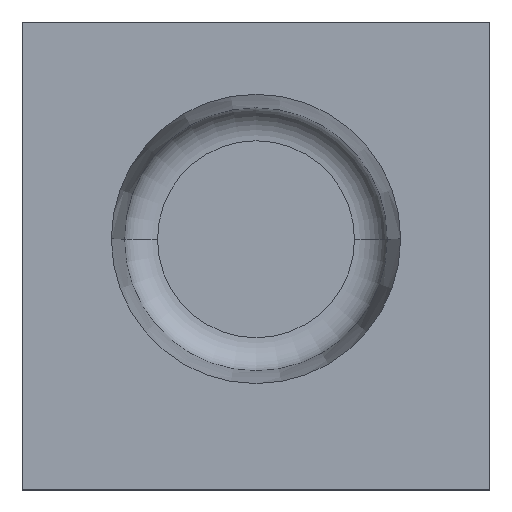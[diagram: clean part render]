
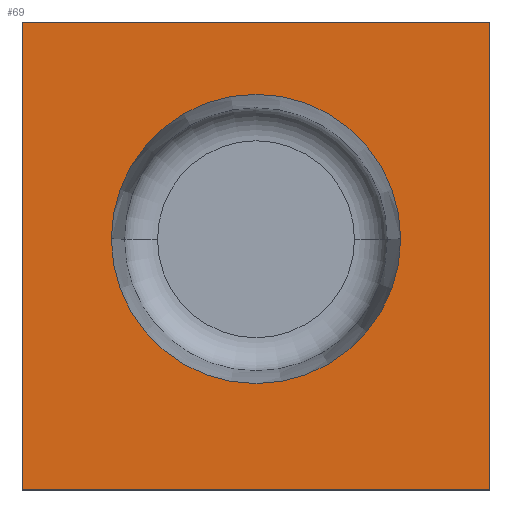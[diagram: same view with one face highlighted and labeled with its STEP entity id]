
A CAD part, top view. The second image highlights one B-rep face of the part: STEP entity #69.
In plain terms, the highlighted planar face has unit normal (0, 0, 1).
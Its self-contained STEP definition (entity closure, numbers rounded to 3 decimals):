
#69=ADVANCED_FACE('NONE',(#120,#121),#122,.T.);
#120=FACE_OUTER_BOUND('',#175,.T.);
#121=FACE_BOUND('',#176,.T.);
#122=PLANE('',#177);
#175=EDGE_LOOP('',(#377,#378,#379,#380));
#176=EDGE_LOOP('',(#381,#382));
#177=AXIS2_PLACEMENT_3D('',#383,#384,#385);
#377=ORIENTED_EDGE('',*,*,#468,.T.);
#378=ORIENTED_EDGE('',*,*,#470,.T.);
#379=ORIENTED_EDGE('',*,*,#471,.T.);
#380=ORIENTED_EDGE('',*,*,#439,.T.);
#381=ORIENTED_EDGE('',*,*,#472,.F.);
#382=ORIENTED_EDGE('',*,*,#410,.F.);
#383=CARTESIAN_POINT('',(-10.5,-10.5,19.0));
#384=DIRECTION('',(-0.0,0.0,1.0));
#385=DIRECTION('',(1.0,0.0,0.0));
#410=EDGE_CURVE('NONE',#483,#485,#486,.T.);
#439=EDGE_CURVE('NONE',#538,#536,#539,.T.);
#468=EDGE_CURVE('NONE',#536,#581,#583,.T.);
#470=EDGE_CURVE('NONE',#581,#584,#586,.T.);
#471=EDGE_CURVE('NONE',#584,#538,#587,.T.);
#472=EDGE_CURVE('NONE',#485,#483,#588,.T.);
#483=VERTEX_POINT('NONE',#599);
#485=VERTEX_POINT('NONE',#602);
#486=CIRCLE('',#603,6.5);
#536=VERTEX_POINT('NONE',#680);
#538=VERTEX_POINT('NONE',#683);
#539=LINE('',#684,#685);
#581=VERTEX_POINT('NONE',#754);
#583=LINE('',#757,#758);
#584=VERTEX_POINT('NONE',#759);
#586=LINE('',#762,#763);
#587=LINE('',#764,#765);
#588=CIRCLE('',#766,6.5);
#599=CARTESIAN_POINT('',(-6.5,0.75,19.0));
#602=CARTESIAN_POINT('',(6.5,0.75,19.0));
#603=AXIS2_PLACEMENT_3D('',#782,#783,#784);
#680=CARTESIAN_POINT('',(-10.5,10.5,19.0));
#683=CARTESIAN_POINT('',(10.5,10.5,19.0));
#684=CARTESIAN_POINT('',(-10.5,10.5,19.0));
#685=VECTOR('',#813,1000.0);
#754=CARTESIAN_POINT('',(-10.5,-10.5,19.0));
#757=CARTESIAN_POINT('',(-10.5,10.5,19.0));
#758=VECTOR('',#842,1000.0);
#759=CARTESIAN_POINT('',(10.5,-10.5,19.0));
#762=CARTESIAN_POINT('',(-10.5,-10.5,19.0));
#763=VECTOR('',#844,1000.0);
#764=CARTESIAN_POINT('',(10.5,10.5,19.0));
#765=VECTOR('',#845,1000.0);
#766=AXIS2_PLACEMENT_3D('',#846,#847,#848);
#782=CARTESIAN_POINT('',(0.0,0.75,19.0));
#783=DIRECTION('',(0.0,0.0,1.0));
#784=DIRECTION('',(1.0,0.0,0.0));
#813=DIRECTION('',(-1.0,-0.0,-0.0));
#842=DIRECTION('',(0.,-1.0,0.0));
#844=DIRECTION('',(1.0,0.0,0.0));
#845=DIRECTION('',(0.,1.0,-0.0));
#846=CARTESIAN_POINT('',(0.0,0.75,19.0));
#847=DIRECTION('',(0.0,0.0,1.0));
#848=DIRECTION('',(1.0,0.0,0.0));
